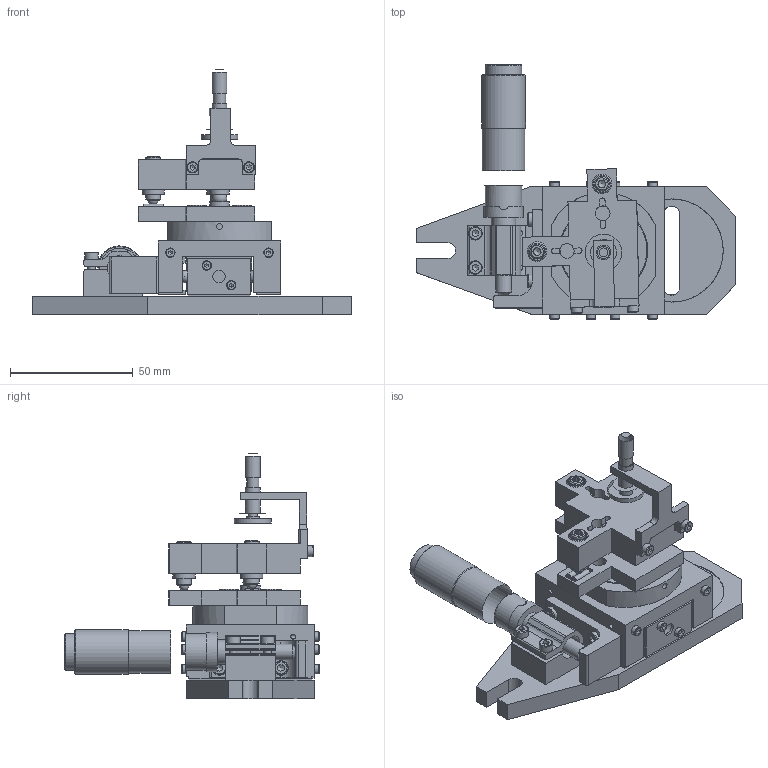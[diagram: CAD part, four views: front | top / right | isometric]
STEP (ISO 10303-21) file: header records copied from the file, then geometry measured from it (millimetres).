
FILE_DESCRIPTION(/* description */ (''),/* implementation_level */ '2;1');
FILE_NAME(/* name */ '02-MSP-KP.stp',/* time_stamp */ '2021-12-20T16:36:01+03:00',/* author */ ('NPeplov'),/* organization */ (''),/* preprocessor_version */ 'ST-DEVELOPER v17.2',/* originating_system */ 'Autodesk Inventor 2019',/* authorisation */ '');
FILE_SCHEMA (('AUTOMOTIVE_DESIGN { 1 0 10303 214 3 1 1 }'));
Length unit declared in the file: millimetre
Products named in the file (1): 02-MSP-KP-Shell
Bounding box: 130 x 103.5 x 100.13 mm (x, y, z)
Volume: 152673.8 mm3; surface area: 64879.8 mm2
Topology: 7 solids, 7 shells, 870 faces, 2442 edges, 1638 vertices
Faces by surface type: plane 508, cylinder 228, cone 90, sphere 25, torus 19
Full cylindrical faces by diameter (mm): 1 x1, 1.42 x1, 1.567 x7, 2 x4, 2.013 x4, 2.459 x23, 2.46 x2, 2.5 x6, 2.8 x2, 2.85 x4, 3 x2, 3.1 x2, 3.5 x3, 3.6 x1, 3.8 x8, 4 x1, 4.5 x2, 4.987 x1, 5 x1, 5.35 x8, 5.5 x7, 5.987 x2, 6 x13, 6.5 x1, 7.8 x2, 8 x4, 9 x3, 10 x1, 12 x1, 14.8 x1
Entity records: 30604 total; most frequent: CARTESIAN_POINT 6711, DIRECTION 4835, ORIENTED_EDGE 4810, EDGE_CURVE 2405, AXIS2_PLACEMENT_3D 1774, VERTEX_POINT 1656, LINE 1287, VECTOR 1287
